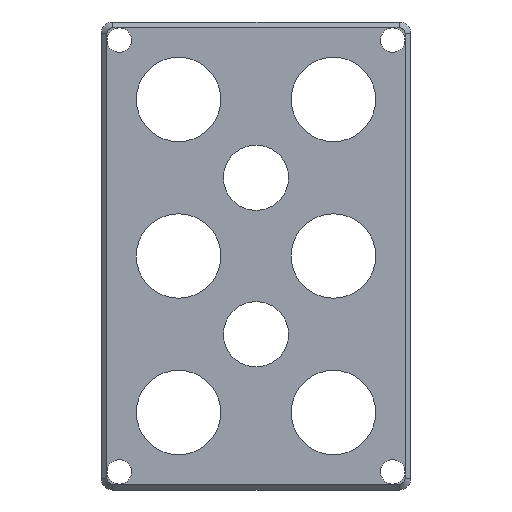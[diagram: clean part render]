
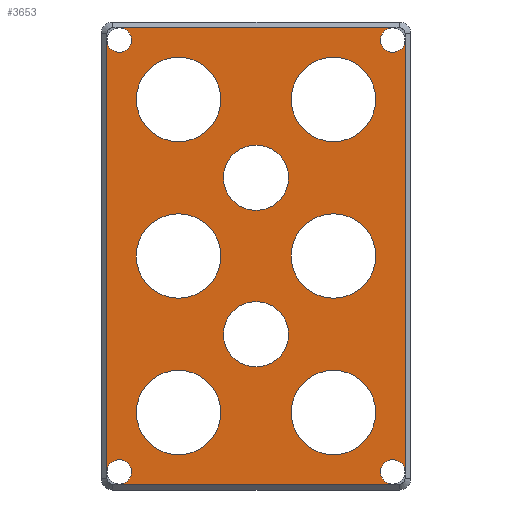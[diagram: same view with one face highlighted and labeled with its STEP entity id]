
A CAD part, front view. The second image highlights one B-rep face of the part: STEP entity #3653.
In plain terms, the highlighted planar face has unit normal (0, -1, 0).
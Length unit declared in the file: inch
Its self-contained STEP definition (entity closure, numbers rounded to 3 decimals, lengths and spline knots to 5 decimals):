
#53=FACE_BOUND('',#675,.T.);
#54=FACE_BOUND('',#676,.T.);
#55=FACE_BOUND('',#677,.T.);
#56=FACE_BOUND('',#678,.T.);
#57=FACE_BOUND('',#679,.T.);
#58=FACE_BOUND('',#680,.T.);
#59=FACE_BOUND('',#681,.T.);
#60=FACE_BOUND('',#682,.T.);
#80=PLANE('',#3930);
#117=LINE('',#16603,#211);
#124=LINE('',#16622,#218);
#130=LINE('',#16638,#224);
#136=LINE('',#16654,#230);
#211=VECTOR('',#4409,0.3937);
#218=VECTOR('',#4424,0.3937);
#224=VECTOR('',#4438,0.3937);
#230=VECTOR('',#4452,0.3937);
#442=FACE_OUTER_BOUND('',#674,.T.);
#674=EDGE_LOOP('',(#2703,#2704,#2705,#2706,#2707,#2708,#2709,#2710,#2711,
#2712));
#675=EDGE_LOOP('',(#2713));
#676=EDGE_LOOP('',(#2714));
#677=EDGE_LOOP('',(#2715));
#678=EDGE_LOOP('',(#2716));
#679=EDGE_LOOP('',(#2717));
#680=EDGE_LOOP('',(#2718));
#681=EDGE_LOOP('',(#2719));
#682=EDGE_LOOP('',(#2720));
#900=CIRCLE('',#3886,0.45);
#902=CIRCLE('',#3889,0.45);
#904=CIRCLE('',#3892,0.45);
#906=CIRCLE('',#3895,0.45);
#908=CIRCLE('',#3898,0.45);
#910=CIRCLE('',#3901,0.45);
#924=CIRCLE('',#3931,0.13082);
#925=CIRCLE('',#3932,0.13082);
#926=CIRCLE('',#3933,0.13082);
#927=CIRCLE('',#3934,0.13082);
#928=CIRCLE('',#3935,0.13082);
#929=CIRCLE('',#3936,0.13082);
#930=CIRCLE('',#3937,0.34784);
#931=CIRCLE('',#3938,0.34784);
#1510=VERTEX_POINT('',#16563);
#1512=VERTEX_POINT('',#16569);
#1514=VERTEX_POINT('',#16575);
#1516=VERTEX_POINT('',#16581);
#1518=VERTEX_POINT('',#16587);
#1520=VERTEX_POINT('',#16593);
#1523=VERTEX_POINT('',#16600);
#1524=VERTEX_POINT('',#16602);
#1531=VERTEX_POINT('',#16619);
#1532=VERTEX_POINT('',#16621);
#1537=VERTEX_POINT('',#16635);
#1538=VERTEX_POINT('',#16637);
#1543=VERTEX_POINT('',#16651);
#1544=VERTEX_POINT('',#16653);
#1566=VERTEX_POINT('',#16767);
#1567=VERTEX_POINT('',#16770);
#1568=VERTEX_POINT('',#16773);
#1569=VERTEX_POINT('',#16775);
#1934=EDGE_CURVE('',#1510,#1510,#900,.T.);
#1937=EDGE_CURVE('',#1512,#1512,#902,.T.);
#1940=EDGE_CURVE('',#1514,#1514,#904,.T.);
#1943=EDGE_CURVE('',#1516,#1516,#906,.T.);
#1946=EDGE_CURVE('',#1518,#1518,#908,.T.);
#1949=EDGE_CURVE('',#1520,#1520,#910,.T.);
#1952=EDGE_CURVE('',#1523,#1524,#117,.T.);
#1961=EDGE_CURVE('',#1531,#1532,#124,.T.);
#1969=EDGE_CURVE('',#1537,#1538,#130,.T.);
#1977=EDGE_CURVE('',#1543,#1544,#136,.T.);
#2010=EDGE_CURVE('',#1537,#1544,#924,.T.);
#2011=EDGE_CURVE('',#1543,#1524,#925,.T.);
#2012=EDGE_CURVE('',#1523,#1566,#926,.T.);
#2013=EDGE_CURVE('',#1566,#1532,#927,.T.);
#2014=EDGE_CURVE('',#1531,#1567,#928,.T.);
#2015=EDGE_CURVE('',#1567,#1538,#929,.T.);
#2016=EDGE_CURVE('',#1568,#1568,#930,.T.);
#2017=EDGE_CURVE('',#1569,#1569,#931,.T.);
#2703=ORIENTED_EDGE('',*,*,#1969,.F.);
#2704=ORIENTED_EDGE('',*,*,#2010,.T.);
#2705=ORIENTED_EDGE('',*,*,#1977,.F.);
#2706=ORIENTED_EDGE('',*,*,#2011,.T.);
#2707=ORIENTED_EDGE('',*,*,#1952,.F.);
#2708=ORIENTED_EDGE('',*,*,#2012,.T.);
#2709=ORIENTED_EDGE('',*,*,#2013,.T.);
#2710=ORIENTED_EDGE('',*,*,#1961,.F.);
#2711=ORIENTED_EDGE('',*,*,#2014,.T.);
#2712=ORIENTED_EDGE('',*,*,#2015,.T.);
#2713=ORIENTED_EDGE('',*,*,#1934,.T.);
#2714=ORIENTED_EDGE('',*,*,#1937,.T.);
#2715=ORIENTED_EDGE('',*,*,#1940,.T.);
#2716=ORIENTED_EDGE('',*,*,#1943,.T.);
#2717=ORIENTED_EDGE('',*,*,#1946,.T.);
#2718=ORIENTED_EDGE('',*,*,#1949,.T.);
#2719=ORIENTED_EDGE('',*,*,#2016,.T.);
#2720=ORIENTED_EDGE('',*,*,#2017,.T.);
#3653=ADVANCED_FACE('',(#442,#53,#54,#55,#56,#57,#58,#59,#60),#80,.T.);
#3886=AXIS2_PLACEMENT_3D('',#16565,#4368,#4369);
#3889=AXIS2_PLACEMENT_3D('',#16571,#4375,#4376);
#3892=AXIS2_PLACEMENT_3D('',#16577,#4382,#4383);
#3895=AXIS2_PLACEMENT_3D('',#16583,#4389,#4390);
#3898=AXIS2_PLACEMENT_3D('',#16589,#4396,#4397);
#3901=AXIS2_PLACEMENT_3D('',#16595,#4403,#4404);
#3930=AXIS2_PLACEMENT_3D('',#16764,#4500,#4501);
#3931=AXIS2_PLACEMENT_3D('',#16765,#4502,#4503);
#3932=AXIS2_PLACEMENT_3D('',#16766,#4504,#4505);
#3933=AXIS2_PLACEMENT_3D('',#16768,#4506,#4507);
#3934=AXIS2_PLACEMENT_3D('',#16769,#4508,#4509);
#3935=AXIS2_PLACEMENT_3D('',#16771,#4510,#4511);
#3936=AXIS2_PLACEMENT_3D('',#16772,#4512,#4513);
#3937=AXIS2_PLACEMENT_3D('',#16774,#4514,#4515);
#3938=AXIS2_PLACEMENT_3D('',#16776,#4516,#4517);
#4368=DIRECTION('center_axis',(0.,1.,0.));
#4369=DIRECTION('ref_axis',(1.,0.,0.));
#4375=DIRECTION('center_axis',(0.,1.,0.));
#4376=DIRECTION('ref_axis',(1.,0.,0.));
#4382=DIRECTION('center_axis',(0.,1.,0.));
#4383=DIRECTION('ref_axis',(1.,0.,0.));
#4389=DIRECTION('center_axis',(0.,1.,0.));
#4390=DIRECTION('ref_axis',(1.,0.,0.));
#4396=DIRECTION('center_axis',(0.,1.,0.));
#4397=DIRECTION('ref_axis',(1.,0.,0.));
#4403=DIRECTION('center_axis',(0.,1.,0.));
#4404=DIRECTION('ref_axis',(1.,0.,0.));
#4409=DIRECTION('',(-1.,0.,0.));
#4424=DIRECTION('',(0.,0.,-1.));
#4438=DIRECTION('',(1.,0.,0.));
#4452=DIRECTION('',(0.,0.,1.));
#4500=DIRECTION('center_axis',(0.,-1.,0.));
#4501=DIRECTION('ref_axis',(0.,0.,-1.));
#4502=DIRECTION('center_axis',(0.,1.,0.));
#4503=DIRECTION('ref_axis',(1.,0.,0.));
#4504=DIRECTION('center_axis',(0.,1.,0.));
#4505=DIRECTION('ref_axis',(1.,0.,0.));
#4506=DIRECTION('center_axis',(0.,1.,0.));
#4507=DIRECTION('ref_axis',(1.,0.,0.));
#4508=DIRECTION('center_axis',(0.,1.,0.));
#4509=DIRECTION('ref_axis',(1.,0.,0.));
#4510=DIRECTION('center_axis',(0.,1.,0.));
#4511=DIRECTION('ref_axis',(1.,0.,0.));
#4512=DIRECTION('center_axis',(0.,1.,0.));
#4513=DIRECTION('ref_axis',(1.,0.,0.));
#4514=DIRECTION('center_axis',(0.,1.,0.));
#4515=DIRECTION('ref_axis',(1.,0.,0.));
#4516=DIRECTION('center_axis',(0.,1.,0.));
#4517=DIRECTION('ref_axis',(1.,0.,0.));
#16563=CARTESIAN_POINT('',(-1.275,-0.125,-1.66724));
#16565=CARTESIAN_POINT('Origin',(-0.825,-0.125,-1.66724));
#16569=CARTESIAN_POINT('',(0.375,-0.125,1.66724));
#16571=CARTESIAN_POINT('Origin',(0.825,-0.125,1.66724));
#16575=CARTESIAN_POINT('',(-1.275,-0.125,0.));
#16577=CARTESIAN_POINT('Origin',(-0.825,-0.125,0.));
#16581=CARTESIAN_POINT('',(0.375,-0.125,-1.66724));
#16583=CARTESIAN_POINT('Origin',(0.825,-0.125,-1.66724));
#16587=CARTESIAN_POINT('',(0.375,-0.125,0.));
#16589=CARTESIAN_POINT('Origin',(0.825,-0.125,0.));
#16593=CARTESIAN_POINT('',(-1.275,-0.125,1.66724));
#16595=CARTESIAN_POINT('Origin',(-0.825,-0.125,1.66724));
#16600=CARTESIAN_POINT('',(1.45668,-0.125,-2.42974));
#16602=CARTESIAN_POINT('',(-1.45668,-0.125,-2.42974));
#16603=CARTESIAN_POINT('',(0.825,-0.125,-2.42974));
#16619=CARTESIAN_POINT('',(1.5875,-0.125,2.29891));
#16621=CARTESIAN_POINT('',(1.5875,-0.125,-2.29891));
#16622=CARTESIAN_POINT('',(1.5875,-0.125,1.24612));
#16635=CARTESIAN_POINT('',(-1.45668,-0.125,2.42974));
#16637=CARTESIAN_POINT('',(1.45668,-0.125,2.42974));
#16638=CARTESIAN_POINT('',(-0.825,-0.125,2.42974));
#16651=CARTESIAN_POINT('',(-1.5875,-0.125,-2.29891));
#16653=CARTESIAN_POINT('',(-1.5875,-0.125,2.29891));
#16654=CARTESIAN_POINT('',(-1.5875,-0.125,-1.24612));
#16764=CARTESIAN_POINT('Origin',(0.,-0.125,0.));
#16765=CARTESIAN_POINT('Origin',(-1.45668,-0.125,2.29891));
#16766=CARTESIAN_POINT('Origin',(-1.45668,-0.125,-2.29891));
#16767=CARTESIAN_POINT('',(1.32585,-0.125,-2.29891));
#16768=CARTESIAN_POINT('Origin',(1.45668,-0.125,-2.29891));
#16769=CARTESIAN_POINT('Origin',(1.45668,-0.125,-2.29891));
#16770=CARTESIAN_POINT('',(1.32585,-0.125,2.29891));
#16771=CARTESIAN_POINT('Origin',(1.45668,-0.125,2.29891));
#16772=CARTESIAN_POINT('Origin',(1.45668,-0.125,2.29891));
#16773=CARTESIAN_POINT('',(-0.34784,-0.125,-0.83362));
#16774=CARTESIAN_POINT('Origin',(0.,-0.125,-0.83362));
#16775=CARTESIAN_POINT('',(-0.34784,-0.125,0.83362));
#16776=CARTESIAN_POINT('Origin',(0.,-0.125,0.83362));
